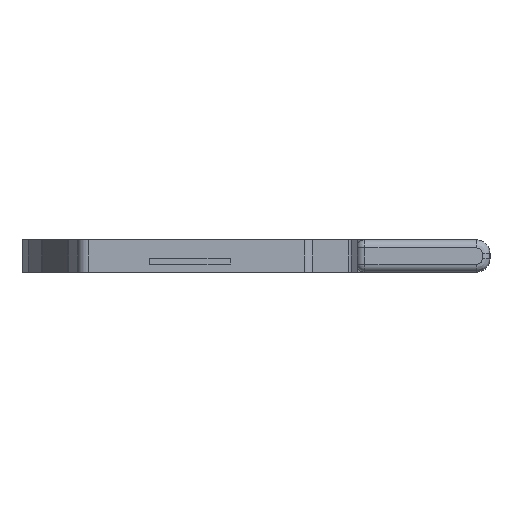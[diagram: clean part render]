
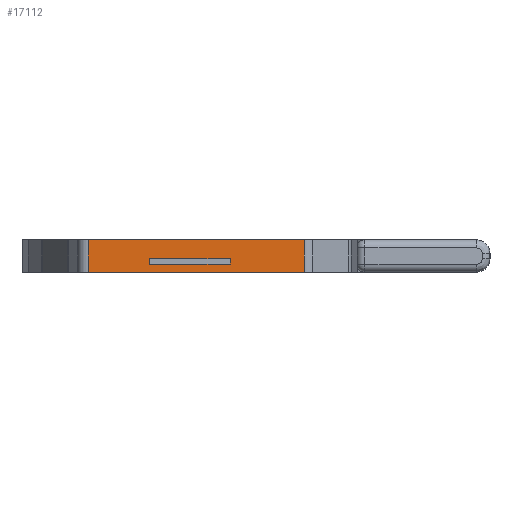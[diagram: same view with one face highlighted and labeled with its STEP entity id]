
A CAD part, left-side view. The second image highlights one B-rep face of the part: STEP entity #17112.
In plain terms, the highlighted planar face has unit normal (-1, 0, 0).
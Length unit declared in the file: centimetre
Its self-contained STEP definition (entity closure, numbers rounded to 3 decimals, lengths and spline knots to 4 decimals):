
#755=LINE('',#28065,#1579);
#771=LINE('',#28108,#1595);
#776=LINE('',#28119,#1600);
#777=LINE('',#28121,#1601);
#778=LINE('',#28123,#1602);
#779=LINE('',#28124,#1603);
#780=LINE('',#28126,#1604);
#781=LINE('',#28128,#1605);
#1579=VECTOR('',#22638,100.);
#1595=VECTOR('',#22666,100.);
#1600=VECTOR('',#22675,100.);
#1601=VECTOR('',#22676,100.);
#1602=VECTOR('',#22677,100.);
#1603=VECTOR('',#22678,100.);
#1604=VECTOR('',#22679,100.);
#1605=VECTOR('',#22680,100.);
#1974=PLANE('',#18726);
#6488=ORIENTED_EDGE('',*,*,#9244,.F.);
#6489=ORIENTED_EDGE('',*,*,#9270,.F.);
#6490=ORIENTED_EDGE('',*,*,#9271,.T.);
#6491=ORIENTED_EDGE('',*,*,#9272,.T.);
#6492=ORIENTED_EDGE('',*,*,#9273,.T.);
#6493=ORIENTED_EDGE('',*,*,#9265,.T.);
#6494=ORIENTED_EDGE('',*,*,#9274,.T.);
#6495=ORIENTED_EDGE('',*,*,#9275,.T.);
#9244=EDGE_CURVE('',#11016,#11017,#755,.T.);
#9265=EDGE_CURVE('',#11035,#11037,#771,.T.);
#9270=EDGE_CURVE('',#11042,#11016,#776,.T.);
#9271=EDGE_CURVE('',#11042,#11043,#777,.T.);
#9272=EDGE_CURVE('',#11043,#11017,#778,.T.);
#9273=EDGE_CURVE('',#11044,#11035,#779,.T.);
#9274=EDGE_CURVE('',#11037,#11045,#780,.T.);
#9275=EDGE_CURVE('',#11045,#11044,#781,.T.);
#11016=VERTEX_POINT('',#28064);
#11017=VERTEX_POINT('',#28066);
#11035=VERTEX_POINT('',#28103);
#11037=VERTEX_POINT('',#28107);
#11042=VERTEX_POINT('',#28120);
#11043=VERTEX_POINT('',#28122);
#11044=VERTEX_POINT('',#28125);
#11045=VERTEX_POINT('',#28127);
#13053=EDGE_LOOP('',(#6488,#6489,#6490,#6491));
#13054=EDGE_LOOP('',(#6492,#6493,#6494,#6495));
#15485=FACE_BOUND('',#13053,.T.);
#15486=FACE_BOUND('',#13054,.T.);
#17112=ADVANCED_FACE('',(#15485,#15486),#1974,.T.);
#18726=AXIS2_PLACEMENT_3D('',#28118,#22673,#22674);
#22638=DIRECTION('',(0.,0.,1.));
#22666=DIRECTION('',(0.,0.,1.));
#22673=DIRECTION('',(-1.,0.,0.));
#22674=DIRECTION('',(0.,0.,1.));
#22675=DIRECTION('',(0.,1.,0.));
#22676=DIRECTION('',(0.,0.,1.));
#22677=DIRECTION('',(0.,1.,0.));
#22678=DIRECTION('',(0.,1.,0.));
#22679=DIRECTION('',(0.,-1.,0.));
#22680=DIRECTION('',(0.,0.,-1.));
#28064=CARTESIAN_POINT('',(-7.6262,0.,-4.2454));
#28065=CARTESIAN_POINT('',(-7.6262,0.,-0.23));
#28066=CARTESIAN_POINT('',(-7.6262,0.,3.7853));
#28103=CARTESIAN_POINT('',(-7.6262,-0.3002,-1.4958));
#28107=CARTESIAN_POINT('',(-7.6262,-0.3002,1.5041));
#28108=CARTESIAN_POINT('',(-7.6262,-0.3002,-0.7459));
#28118=CARTESIAN_POINT('',(-7.6262,-0.2,-0.23));
#28119=CARTESIAN_POINT('',(-7.6262,-0.2,-4.2454));
#28120=CARTESIAN_POINT('',(-7.6262,-1.2,-4.2454));
#28121=CARTESIAN_POINT('',(-7.6262,-1.2,-0.23));
#28122=CARTESIAN_POINT('',(-7.6262,-1.2,3.7853));
#28123=CARTESIAN_POINT('',(-7.6262,-0.2,3.7853));
#28124=CARTESIAN_POINT('',(-7.6262,-0.4002,-1.4958));
#28125=CARTESIAN_POINT('',(-7.6262,-0.5002,-1.4958));
#28126=CARTESIAN_POINT('',(-7.6262,-0.4002,1.5041));
#28127=CARTESIAN_POINT('',(-7.6262,-0.5002,1.5041));
#28128=CARTESIAN_POINT('',(-7.6262,-0.5002,0.0041));
